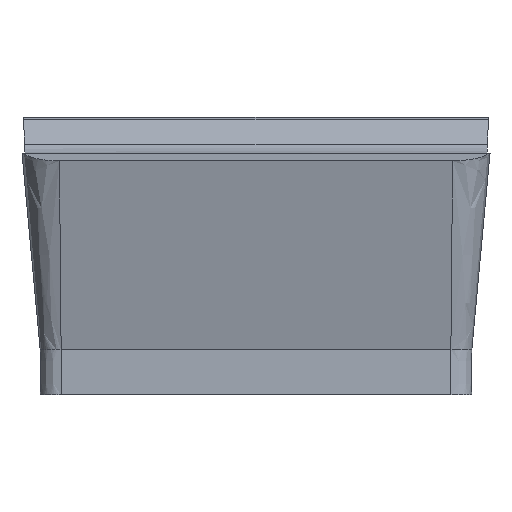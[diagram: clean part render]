
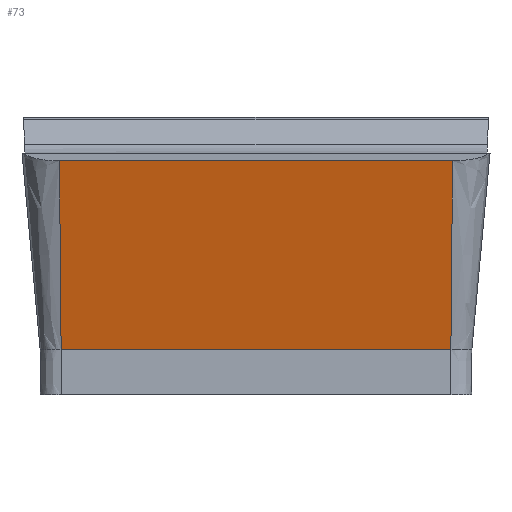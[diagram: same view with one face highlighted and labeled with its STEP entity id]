
A CAD part, left-side view. The second image highlights one B-rep face of the part: STEP entity #73.
In plain terms, the highlighted planar face has unit normal (-0.974, 0, -0.225).
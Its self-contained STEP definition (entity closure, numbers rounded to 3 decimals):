
#73=ADVANCED_FACE('',(#126),#105,.F.);
#105=PLANE('',#683);
#126=FACE_OUTER_BOUND('',#159,.T.);
#159=EDGE_LOOP('',(#209,#210,#211,#212));
#209=ORIENTED_EDGE('',*,*,#443,.F.);
#210=ORIENTED_EDGE('',*,*,#444,.F.);
#211=ORIENTED_EDGE('',*,*,#445,.T.);
#212=ORIENTED_EDGE('',*,*,#446,.F.);
#383=VERTEX_POINT('',#1021);
#384=VERTEX_POINT('',#1022);
#385=VERTEX_POINT('',#1024);
#386=VERTEX_POINT('',#1026);
#443=EDGE_CURVE('',#383,#384,#524,.T.);
#444=EDGE_CURVE('',#385,#383,#525,.T.);
#445=EDGE_CURVE('',#385,#386,#526,.T.);
#446=EDGE_CURVE('',#384,#386,#527,.T.);
#524=LINE('',#1020,#577);
#525=LINE('',#1023,#578);
#526=LINE('',#1025,#579);
#527=LINE('',#1027,#580);
#577=VECTOR('',#755,1.);
#578=VECTOR('',#756,1.);
#579=VECTOR('',#757,1.);
#580=VECTOR('',#758,1.);
#683=AXIS2_PLACEMENT_3D('',#1028,#759,#760);
#755=DIRECTION('',(0.,1.,0.));
#756=DIRECTION('',(0.225,0.009,-0.974));
#757=DIRECTION('',(0.,1.,0.));
#758=DIRECTION('',(-0.225,0.009,0.974));
#759=DIRECTION('',(0.974,0.,0.225));
#760=DIRECTION('',(0.225,0.,-0.974));
#1020=CARTESIAN_POINT('',(-11.303,0.,-7.448));
#1021=CARTESIAN_POINT('',(-11.303,-6.24,-7.448));
#1022=CARTESIAN_POINT('',(-11.303,6.24,-7.448));
#1023=CARTESIAN_POINT('',(-12.002,-6.267,-4.423));
#1024=CARTESIAN_POINT('',(-12.7,-6.294,-1.397));
#1025=CARTESIAN_POINT('',(-12.7,-9.714,-1.397));
#1026=CARTESIAN_POINT('',(-12.7,6.294,-1.397));
#1027=CARTESIAN_POINT('',(-12.002,6.267,-4.423));
#1028=CARTESIAN_POINT('',(-11.303,-9.714,-7.448));
